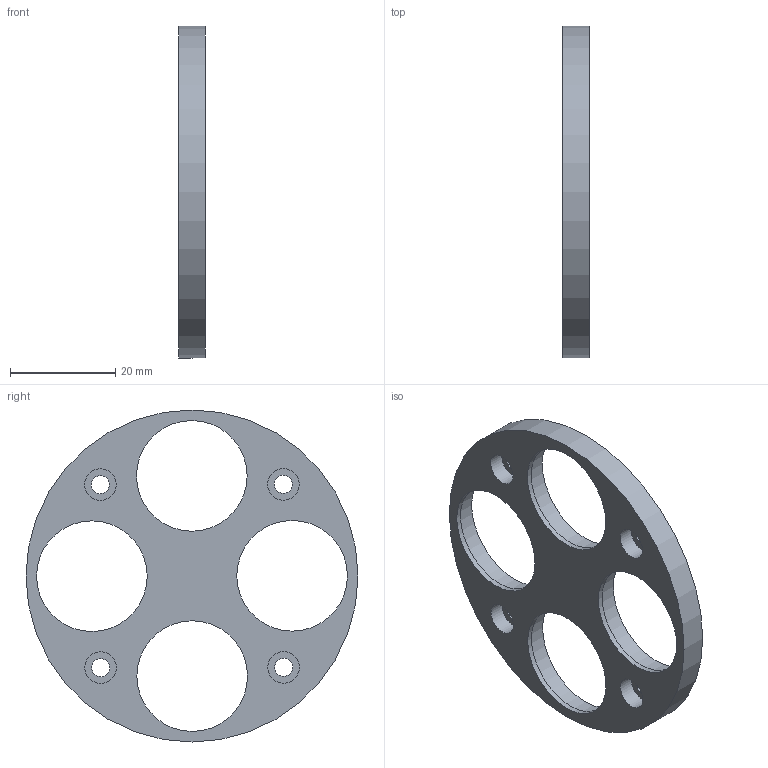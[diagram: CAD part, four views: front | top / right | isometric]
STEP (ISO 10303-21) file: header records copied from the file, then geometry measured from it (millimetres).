
FILE_DESCRIPTION(/* description */ (''),/* implementation_level */ '2;1');
FILE_NAME(/* name */ 'carriage_back.step',/* time_stamp */ '2026-02-16T15:27:52-08:00',/* author */ (''),/* organization */ (''),/* preprocessor_version */ 'ST-DEVELOPER v20.1',/* originating_system */ 'Autodesk Translation Framework v14.24.0.0',/* authorisation */ '');
FILE_SCHEMA (('AUTOMOTIVE_DESIGN { 1 0 10303 214 3 1 1 }'));
Length unit declared in the file: millimetre
Products named in the file (5): Manuel 1.0; V4 robot arm; Shoulder; Carriage back; Carriage chassis (1)
Assembly tree (4 placements, depth 5):
  Manuel 1.0
    V4 robot arm
      Shoulder
        Carriage back
          Carriage chassis (1)
Bounding box: 5 x 63 x 63 mm (x, y, z)
Volume: 7141.3 mm3; surface area: 6112.2 mm2
Topology: 1 solids, 1 shells, 27 faces, 51 edges, 34 vertices
Faces by surface type: cylinder 17, plane 10
Full cylindrical faces by diameter (mm): 3.4 x4, 6 x4, 21 x4, 23 x4, 63 x1
Entity records: 851 total; most frequent: DIRECTION 157, CARTESIAN_POINT 121, ORIENTED_EDGE 102, AXIS2_PLACEMENT_3D 70, EDGE_LOOP 51, EDGE_CURVE 51, CIRCLE 34, VERTEX_POINT 34
